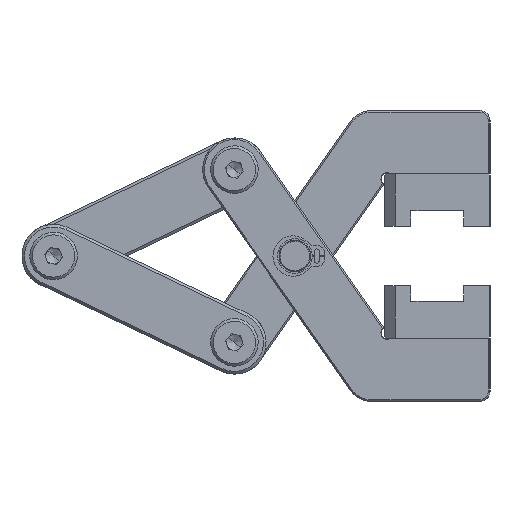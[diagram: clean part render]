
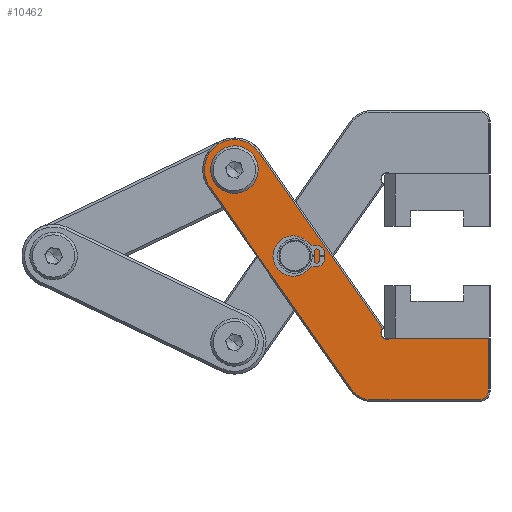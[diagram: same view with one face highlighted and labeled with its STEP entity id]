
A CAD part, left-side view. The second image highlights one B-rep face of the part: STEP entity #10462.
In plain terms, the highlighted free-form (B-spline) face has degree [1, 1] with [2, 2] control points.
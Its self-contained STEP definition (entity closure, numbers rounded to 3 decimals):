
#10020 = VERTEX_POINT('',#10021);
#10021 = CARTESIAN_POINT('',(-137.083,-74.321,
    21.29));
#10026 = EDGE_CURVE('',#10020,#10027,#10029,.T.);
#10027 = VERTEX_POINT('',#10028);
#10028 = CARTESIAN_POINT('',(-137.083,-82.265,
    26.852));
#10029 = ( BOUNDED_CURVE() B_SPLINE_CURVE(2,(#10030,#10031,#10032,#10033
,#10034),.UNSPECIFIED.,.F.,.F.) B_SPLINE_CURVE_WITH_KNOTS((3,2,3),(
    3.142,4.712,6.283),
.PIECEWISE_BEZIER_KNOTS.) CURVE() GEOMETRIC_REPRESENTATION_ITEM() 
RATIONAL_B_SPLINE_CURVE((1.,0.707,1.,0.707,1.)) 
REPRESENTATION_ITEM('') );
#10030 = CARTESIAN_POINT('',(-137.083,-74.321,
    21.29));
#10031 = CARTESIAN_POINT('',(-137.083,-71.54,
    25.262));
#10032 = CARTESIAN_POINT('',(-137.083,-75.512,
    28.043));
#10033 = CARTESIAN_POINT('',(-137.083,-79.484,
    30.824));
#10034 = CARTESIAN_POINT('',(-137.083,-82.265,
    26.852));
#10068 = VERTEX_POINT('',#10069);
#10069 = CARTESIAN_POINT('',(-137.083,-91.176,
    -2.781));
#10074 = EDGE_CURVE('',#10068,#10075,#10077,.T.);
#10075 = VERTEX_POINT('',#10076);
#10076 = CARTESIAN_POINT('',(-137.083,-99.12,
    2.781));
#10077 = ( BOUNDED_CURVE() B_SPLINE_CURVE(2,(#10078,#10079,#10080,#10081
,#10082),.UNSPECIFIED.,.F.,.F.) B_SPLINE_CURVE_WITH_KNOTS((3,2,3),(
    3.142,4.712,6.283),
.PIECEWISE_BEZIER_KNOTS.) CURVE() GEOMETRIC_REPRESENTATION_ITEM() 
RATIONAL_B_SPLINE_CURVE((1.,0.707,1.,0.707,1.)) 
REPRESENTATION_ITEM('') );
#10078 = CARTESIAN_POINT('',(-137.083,-91.176,
    -2.781));
#10079 = CARTESIAN_POINT('',(-137.083,-88.395,
    1.191));
#10080 = CARTESIAN_POINT('',(-137.083,-92.367,
    3.972));
#10081 = CARTESIAN_POINT('',(-137.083,-96.339,
    6.753));
#10082 = CARTESIAN_POINT('',(-137.083,-99.12,
    2.781));
#10462 = ADVANCED_FACE('',(#10463,#10474,#10485),#10558,.F.);
#10463 = FACE_BOUND('',#10464,.T.);
#10464 = EDGE_LOOP('',(#10465,#10466));
#10465 = ORIENTED_EDGE('',*,*,#10074,.T.);
#10466 = ORIENTED_EDGE('',*,*,#10467,.T.);
#10467 = EDGE_CURVE('',#10075,#10068,#10468,.T.);
#10468 = ( BOUNDED_CURVE() B_SPLINE_CURVE(2,(#10469,#10470,#10471,#10472
,#10473),.UNSPECIFIED.,.F.,.F.) B_SPLINE_CURVE_WITH_KNOTS((3,2,3),(0.,
1.571,3.142),.PIECEWISE_BEZIER_KNOTS.) CURVE() 
GEOMETRIC_REPRESENTATION_ITEM() RATIONAL_B_SPLINE_CURVE((1.,
0.707,1.,0.707,1.)) REPRESENTATION_ITEM('') );
#10469 = CARTESIAN_POINT('',(-137.083,-99.12,
    2.781));
#10470 = CARTESIAN_POINT('',(-137.083,-101.901,
    -1.191));
#10471 = CARTESIAN_POINT('',(-137.083,-97.929,
    -3.972));
#10472 = CARTESIAN_POINT('',(-137.083,-93.957,
    -6.753));
#10473 = CARTESIAN_POINT('',(-137.083,-91.176,
    -2.781));
#10474 = FACE_BOUND('',#10475,.T.);
#10475 = EDGE_LOOP('',(#10476,#10477));
#10476 = ORIENTED_EDGE('',*,*,#10026,.T.);
#10477 = ORIENTED_EDGE('',*,*,#10478,.T.);
#10478 = EDGE_CURVE('',#10027,#10020,#10479,.T.);
#10479 = ( BOUNDED_CURVE() B_SPLINE_CURVE(2,(#10480,#10481,#10482,#10483
,#10484),.UNSPECIFIED.,.F.,.F.) B_SPLINE_CURVE_WITH_KNOTS((3,2,3),(0.,
1.571,3.142),.PIECEWISE_BEZIER_KNOTS.) CURVE() 
GEOMETRIC_REPRESENTATION_ITEM() RATIONAL_B_SPLINE_CURVE((1.,
0.707,1.,0.707,1.)) REPRESENTATION_ITEM('') );
#10480 = CARTESIAN_POINT('',(-137.083,-82.265,
    26.852));
#10481 = CARTESIAN_POINT('',(-137.083,-85.046,
    22.88));
#10482 = CARTESIAN_POINT('',(-137.083,-81.074,
    20.099));
#10483 = CARTESIAN_POINT('',(-137.083,-77.102,
    17.318));
#10484 = CARTESIAN_POINT('',(-137.083,-74.321,
    21.29));
#10485 = FACE_BOUND('',#10486,.T.);
#10486 = EDGE_LOOP('',(#10487,#10497,#10504,#10511,#10521,#10528,#10538,
    #10545,#10553));
#10487 = ORIENTED_EDGE('',*,*,#10488,.T.);
#10488 = EDGE_CURVE('',#10489,#10491,#10493,.T.);
#10489 = VERTEX_POINT('',#10490);
#10490 = CARTESIAN_POINT('',(-137.083,-146.581,
    -40.121));
#10491 = VERTEX_POINT('',#10492);
#10492 = CARTESIAN_POINT('',(-137.083,-149.079,
    -37.623));
#10493 = ( BOUNDED_CURVE() B_SPLINE_CURVE(2,(#10494,#10495,#10496),
.UNSPECIFIED.,.F.,.F.) B_SPLINE_CURVE_WITH_KNOTS((3,3),(4.102,
5.672),.PIECEWISE_BEZIER_KNOTS.) CURVE() 
GEOMETRIC_REPRESENTATION_ITEM() RATIONAL_B_SPLINE_CURVE((1.,
0.707,1.)) REPRESENTATION_ITEM('') );
#10494 = CARTESIAN_POINT('',(-137.083,-146.581,
    -40.121));
#10495 = CARTESIAN_POINT('',(-137.083,-149.079,
    -40.121));
#10496 = CARTESIAN_POINT('',(-137.083,-149.079,
    -37.623));
#10497 = ORIENTED_EDGE('',*,*,#10498,.T.);
#10498 = EDGE_CURVE('',#10491,#10499,#10501,.T.);
#10499 = VERTEX_POINT('',#10500);
#10500 = CARTESIAN_POINT('',(-137.083,-149.079,
    -22.93));
#10501 = B_SPLINE_CURVE_WITH_KNOTS('',1,(#10502,#10503),.UNSPECIFIED.,
  .F.,.F.,(2,2),(-10.,0.),.PIECEWISE_BEZIER_KNOTS.);
#10502 = CARTESIAN_POINT('',(-137.083,-149.079,
    -37.623));
#10503 = CARTESIAN_POINT('',(-137.083,-149.079,
    -22.93));
#10504 = ORIENTED_EDGE('',*,*,#10505,.T.);
#10505 = EDGE_CURVE('',#10499,#10506,#10508,.T.);
#10506 = VERTEX_POINT('',#10507);
#10507 = CARTESIAN_POINT('',(-137.083,-121.966,
    -22.93));
#10508 = B_SPLINE_CURVE_WITH_KNOTS('',1,(#10509,#10510),.UNSPECIFIED.,
  .F.,.F.,(2,2),(0.3,18.753),.PIECEWISE_BEZIER_KNOTS.);
#10509 = CARTESIAN_POINT('',(-137.083,-149.079,
    -22.93));
#10510 = CARTESIAN_POINT('',(-137.083,-121.966,
    -22.93));
#10511 = ORIENTED_EDGE('',*,*,#10512,.T.);
#10512 = EDGE_CURVE('',#10506,#10513,#10515,.T.);
#10513 = VERTEX_POINT('',#10514);
#10514 = CARTESIAN_POINT('',(-137.083,-119.579,
    -20.289));
#10515 = ( BOUNDED_CURVE() B_SPLINE_CURVE(2,(#10516,#10517,#10518,#10519
,#10520),.UNSPECIFIED.,.F.,.F.) B_SPLINE_CURVE_WITH_KNOTS((3,2,3),(
    1.571,3.017,4.464),
.PIECEWISE_BEZIER_KNOTS.) CURVE() GEOMETRIC_REPRESENTATION_ITEM() 
RATIONAL_B_SPLINE_CURVE((1.,0.75,1.,0.75,1.)) 
REPRESENTATION_ITEM('') );
#10516 = CARTESIAN_POINT('',(-137.083,-121.966,
    -22.93));
#10517 = CARTESIAN_POINT('',(-137.083,-120.668,
    -23.839));
#10518 = CARTESIAN_POINT('',(-137.083,-119.606,
    -22.664));
#10519 = CARTESIAN_POINT('',(-137.083,-118.544,
    -21.489));
#10520 = CARTESIAN_POINT('',(-137.083,-119.579,
    -20.289));
#10521 = ORIENTED_EDGE('',*,*,#10522,.T.);
#10522 = EDGE_CURVE('',#10513,#10523,#10525,.T.);
#10523 = VERTEX_POINT('',#10524);
#10524 = CARTESIAN_POINT('',(-137.083,-85.153,
    28.875));
#10525 = B_SPLINE_CURVE_WITH_KNOTS('',1,(#10526,#10527),.UNSPECIFIED.,
  .F.,.F.,(2,2),(-46.849,-6.),.PIECEWISE_BEZIER_KNOTS.);
#10526 = CARTESIAN_POINT('',(-137.083,-119.579,
    -20.289));
#10527 = CARTESIAN_POINT('',(-137.083,-85.153,
    28.875));
#10528 = ORIENTED_EDGE('',*,*,#10529,.T.);
#10529 = EDGE_CURVE('',#10523,#10530,#10532,.T.);
#10530 = VERTEX_POINT('',#10531);
#10531 = CARTESIAN_POINT('',(-137.083,-71.433,
    19.268));
#10532 = ( BOUNDED_CURVE() B_SPLINE_CURVE(2,(#10533,#10534,#10535,#10536
,#10537),.UNSPECIFIED.,.F.,.F.) B_SPLINE_CURVE_WITH_KNOTS((3,2,3),(0.,
1.571,3.142),.PIECEWISE_BEZIER_KNOTS.) CURVE() 
GEOMETRIC_REPRESENTATION_ITEM() RATIONAL_B_SPLINE_CURVE((1.,
0.707,1.,0.707,1.)) REPRESENTATION_ITEM('') );
#10533 = CARTESIAN_POINT('',(-137.083,-85.153,
    28.875));
#10534 = CARTESIAN_POINT('',(-137.083,-80.35,
    35.735));
#10535 = CARTESIAN_POINT('',(-137.083,-73.49,
    30.931));
#10536 = CARTESIAN_POINT('',(-137.083,-66.629,
    26.128));
#10537 = CARTESIAN_POINT('',(-137.083,-71.433,
    19.268));
#10538 = ORIENTED_EDGE('',*,*,#10539,.T.);
#10539 = EDGE_CURVE('',#10530,#10540,#10542,.T.);
#10540 = VERTEX_POINT('',#10541);
#10541 = CARTESIAN_POINT('',(-137.083,-110.955,
    -37.176));
#10542 = B_SPLINE_CURVE_WITH_KNOTS('',1,(#10543,#10544),.UNSPECIFIED.,
  .F.,.F.,(2,2),(6.,52.897),.PIECEWISE_BEZIER_KNOTS.);
#10543 = CARTESIAN_POINT('',(-137.083,-71.433,
    19.268));
#10544 = CARTESIAN_POINT('',(-137.083,-110.955,
    -37.176));
#10545 = ORIENTED_EDGE('',*,*,#10546,.T.);
#10546 = EDGE_CURVE('',#10540,#10547,#10549,.T.);
#10547 = VERTEX_POINT('',#10548);
#10548 = CARTESIAN_POINT('',(-137.083,-116.612,
    -40.121));
#10549 = ( BOUNDED_CURVE() B_SPLINE_CURVE(2,(#10550,#10551,#10552),
.UNSPECIFIED.,.F.,.F.) B_SPLINE_CURVE_WITH_KNOTS((3,3),(3.142,
4.102),.PIECEWISE_BEZIER_KNOTS.) CURVE() 
GEOMETRIC_REPRESENTATION_ITEM() RATIONAL_B_SPLINE_CURVE((1.,
0.887,1.)) REPRESENTATION_ITEM('') );
#10550 = CARTESIAN_POINT('',(-137.083,-110.955,
    -37.176));
#10551 = CARTESIAN_POINT('',(-137.083,-113.017,
    -40.121));
#10552 = CARTESIAN_POINT('',(-137.083,-116.612,
    -40.121));
#10553 = ORIENTED_EDGE('',*,*,#10554,.T.);
#10554 = EDGE_CURVE('',#10547,#10489,#10555,.T.);
#10555 = B_SPLINE_CURVE_WITH_KNOTS('',1,(#10556,#10557),.UNSPECIFIED.,
  .F.,.F.,(2,2),(-20.397,0.),
  .PIECEWISE_BEZIER_KNOTS.);
#10556 = CARTESIAN_POINT('',(-137.083,-116.612,
    -40.121));
#10557 = CARTESIAN_POINT('',(-137.083,-146.581,
    -40.121));
#10558 = B_SPLINE_SURFACE_WITH_KNOTS('',1,1,(
    (#10559,#10560)
    ,(#10561,#10562
    )),.UNSPECIFIED.,.F.,.F.,.F.,(2,2),(2,2),(-5.7,21.116),(0.3
    ,68.754),.PIECEWISE_BEZIER_KNOTS.);
#10559 = CARTESIAN_POINT('',(-137.083,-66.629,
    26.128));
#10560 = CARTESIAN_POINT('',(-137.083,-124.318,
    -56.261));
#10561 = CARTESIAN_POINT('',(-137.083,-98.904,
    48.727));
#10562 = CARTESIAN_POINT('',(-137.083,-156.593,
    -33.662));
